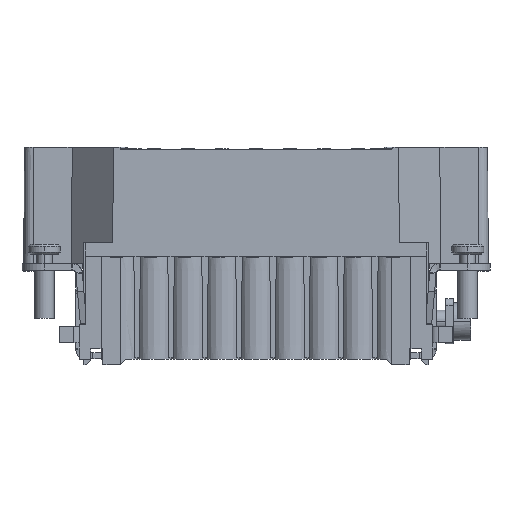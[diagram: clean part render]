
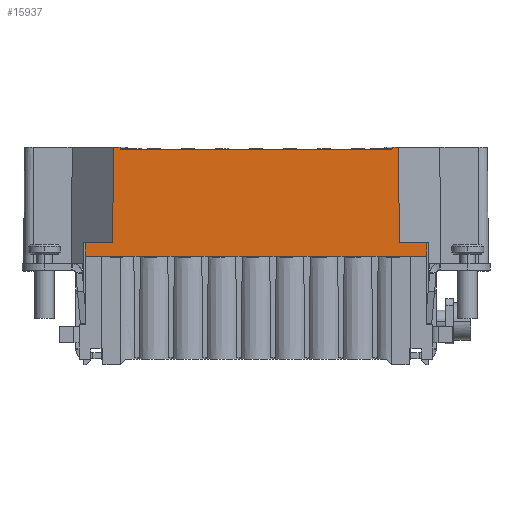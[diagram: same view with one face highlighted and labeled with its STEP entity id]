
A CAD part, front view. The second image highlights one B-rep face of the part: STEP entity #15937.
In plain terms, the highlighted planar face has unit normal (0, -1, 0.009).
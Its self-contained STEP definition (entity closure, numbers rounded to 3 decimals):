
#188=B_SPLINE_CURVE_WITH_KNOTS('',3,(#69374,#69375,#69376,#69377),
 .UNSPECIFIED.,.F.,.F.,(4,4),(0.,1.),.UNSPECIFIED.);
#514=PLANE('',#51723);
#3414=LINE('',#68900,#9724);
#3523=LINE('',#69175,#9833);
#3556=LINE('',#69313,#9866);
#3560=LINE('',#69321,#9870);
#3561=LINE('',#69324,#9871);
#3562=LINE('',#69326,#9872);
#3563=LINE('',#69328,#9873);
#3564=LINE('',#69330,#9874);
#3565=LINE('',#69332,#9875);
#3566=LINE('',#69334,#9876);
#3567=LINE('',#69336,#9877);
#3568=LINE('',#69338,#9878);
#3569=LINE('',#69340,#9879);
#3570=LINE('',#69342,#9880);
#3571=LINE('',#69344,#9881);
#3572=LINE('',#69346,#9882);
#3573=LINE('',#69348,#9883);
#3574=LINE('',#69350,#9884);
#3575=LINE('',#69352,#9885);
#3576=LINE('',#69354,#9886);
#3577=LINE('',#69356,#9887);
#3578=LINE('',#69358,#9888);
#3579=LINE('',#69360,#9889);
#3580=LINE('',#69362,#9890);
#3581=LINE('',#69364,#9891);
#3582=LINE('',#69366,#9892);
#3583=LINE('',#69368,#9893);
#3584=LINE('',#69370,#9894);
#3585=LINE('',#69372,#9895);
#3586=LINE('',#69373,#9896);
#9724=VECTOR('',#55544,1.);
#9833=VECTOR('',#55783,1.);
#9866=VECTOR('',#55858,1.);
#9870=VECTOR('',#55866,1.);
#9871=VECTOR('',#55867,1.);
#9872=VECTOR('',#55868,1.);
#9873=VECTOR('',#55869,1.);
#9874=VECTOR('',#55870,1.);
#9875=VECTOR('',#55871,1.);
#9876=VECTOR('',#55872,1.);
#9877=VECTOR('',#55873,1.);
#9878=VECTOR('',#55874,1.);
#9879=VECTOR('',#55875,1.);
#9880=VECTOR('',#55876,1.);
#9881=VECTOR('',#55877,1.);
#9882=VECTOR('',#55878,1.);
#9883=VECTOR('',#55879,1.);
#9884=VECTOR('',#55880,1.);
#9885=VECTOR('',#55881,1.);
#9886=VECTOR('',#55882,1.);
#9887=VECTOR('',#55883,1.);
#9888=VECTOR('',#55884,1.);
#9889=VECTOR('',#55885,1.);
#9890=VECTOR('',#55886,1.);
#9891=VECTOR('',#55887,1.);
#9892=VECTOR('',#55888,1.);
#9893=VECTOR('',#55889,1.);
#9894=VECTOR('',#55890,1.);
#9895=VECTOR('',#55891,1.);
#9896=VECTOR('',#55892,1.);
#15937=ADVANCED_FACE('',(#18586),#514,.T.);
#18586=FACE_OUTER_BOUND('',#21113,.T.);
#21113=EDGE_LOOP('',(#24757,#24758,#24759,#24760,#24761,#24762,#24763,#24764,
#24765,#24766,#24767,#24768,#24769,#24770,#24771,#24772,#24773,#24774,#24775,
#24776,#24777,#24778,#24779,#24780,#24781,#24782,#24783,#24784,#24785,#24786,
#24787));
#24757=ORIENTED_EDGE('',*,*,#43841,.T.);
#24758=ORIENTED_EDGE('',*,*,#43842,.F.);
#24759=ORIENTED_EDGE('',*,*,#43843,.F.);
#24760=ORIENTED_EDGE('',*,*,#43844,.F.);
#24761=ORIENTED_EDGE('',*,*,#43845,.F.);
#24762=ORIENTED_EDGE('',*,*,#43846,.F.);
#24763=ORIENTED_EDGE('',*,*,#43847,.T.);
#24764=ORIENTED_EDGE('',*,*,#43848,.T.);
#24765=ORIENTED_EDGE('',*,*,#43849,.F.);
#24766=ORIENTED_EDGE('',*,*,#43850,.T.);
#24767=ORIENTED_EDGE('',*,*,#43851,.F.);
#24768=ORIENTED_EDGE('',*,*,#43852,.T.);
#24769=ORIENTED_EDGE('',*,*,#43853,.F.);
#24770=ORIENTED_EDGE('',*,*,#43854,.T.);
#24771=ORIENTED_EDGE('',*,*,#43855,.F.);
#24772=ORIENTED_EDGE('',*,*,#43856,.T.);
#24773=ORIENTED_EDGE('',*,*,#43857,.F.);
#24774=ORIENTED_EDGE('',*,*,#43858,.T.);
#24775=ORIENTED_EDGE('',*,*,#43859,.F.);
#24776=ORIENTED_EDGE('',*,*,#43860,.T.);
#24777=ORIENTED_EDGE('',*,*,#43861,.F.);
#24778=ORIENTED_EDGE('',*,*,#43862,.T.);
#24779=ORIENTED_EDGE('',*,*,#43863,.F.);
#24780=ORIENTED_EDGE('',*,*,#43864,.T.);
#24781=ORIENTED_EDGE('',*,*,#43865,.F.);
#24782=ORIENTED_EDGE('',*,*,#43866,.T.);
#24783=ORIENTED_EDGE('',*,*,#43793,.F.);
#24784=ORIENTED_EDGE('',*,*,#43867,.F.);
#24785=ORIENTED_EDGE('',*,*,#43665,.T.);
#24786=ORIENTED_EDGE('',*,*,#43836,.F.);
#24787=ORIENTED_EDGE('',*,*,#43868,.T.);
#38695=VERTEX_POINT('',#68899);
#38696=VERTEX_POINT('',#68901);
#38768=VERTEX_POINT('',#69167);
#38772=VERTEX_POINT('',#69174);
#38804=VERTEX_POINT('',#69312);
#38807=VERTEX_POINT('',#69322);
#38808=VERTEX_POINT('',#69323);
#38809=VERTEX_POINT('',#69325);
#38810=VERTEX_POINT('',#69327);
#38811=VERTEX_POINT('',#69329);
#38812=VERTEX_POINT('',#69331);
#38813=VERTEX_POINT('',#69333);
#38814=VERTEX_POINT('',#69335);
#38815=VERTEX_POINT('',#69337);
#38816=VERTEX_POINT('',#69339);
#38817=VERTEX_POINT('',#69341);
#38818=VERTEX_POINT('',#69343);
#38819=VERTEX_POINT('',#69345);
#38820=VERTEX_POINT('',#69347);
#38821=VERTEX_POINT('',#69349);
#38822=VERTEX_POINT('',#69351);
#38823=VERTEX_POINT('',#69353);
#38824=VERTEX_POINT('',#69355);
#38825=VERTEX_POINT('',#69357);
#38826=VERTEX_POINT('',#69359);
#38827=VERTEX_POINT('',#69361);
#38828=VERTEX_POINT('',#69363);
#38829=VERTEX_POINT('',#69365);
#38830=VERTEX_POINT('',#69367);
#38831=VERTEX_POINT('',#69369);
#38832=VERTEX_POINT('',#69371);
#43665=EDGE_CURVE('',#38696,#38695,#3414,.T.);
#43793=EDGE_CURVE('',#38772,#38768,#3523,.T.);
#43836=EDGE_CURVE('',#38804,#38695,#3556,.T.);
#43841=EDGE_CURVE('',#38807,#38808,#3560,.T.);
#43842=EDGE_CURVE('',#38809,#38808,#3561,.T.);
#43843=EDGE_CURVE('',#38810,#38809,#3562,.T.);
#43844=EDGE_CURVE('',#38811,#38810,#3563,.T.);
#43845=EDGE_CURVE('',#38812,#38811,#3564,.T.);
#43846=EDGE_CURVE('',#38813,#38812,#3565,.T.);
#43847=EDGE_CURVE('',#38813,#38814,#3566,.T.);
#43848=EDGE_CURVE('',#38814,#38815,#3567,.T.);
#43849=EDGE_CURVE('',#38816,#38815,#3568,.T.);
#43850=EDGE_CURVE('',#38816,#38817,#3569,.T.);
#43851=EDGE_CURVE('',#38818,#38817,#3570,.T.);
#43852=EDGE_CURVE('',#38818,#38819,#3571,.T.);
#43853=EDGE_CURVE('',#38820,#38819,#3572,.T.);
#43854=EDGE_CURVE('',#38820,#38821,#3573,.T.);
#43855=EDGE_CURVE('',#38822,#38821,#3574,.T.);
#43856=EDGE_CURVE('',#38822,#38823,#3575,.T.);
#43857=EDGE_CURVE('',#38824,#38823,#3576,.T.);
#43858=EDGE_CURVE('',#38824,#38825,#3577,.T.);
#43859=EDGE_CURVE('',#38826,#38825,#3578,.T.);
#43860=EDGE_CURVE('',#38826,#38827,#3579,.T.);
#43861=EDGE_CURVE('',#38828,#38827,#3580,.T.);
#43862=EDGE_CURVE('',#38828,#38829,#3581,.T.);
#43863=EDGE_CURVE('',#38830,#38829,#3582,.T.);
#43864=EDGE_CURVE('',#38830,#38831,#3583,.T.);
#43865=EDGE_CURVE('',#38832,#38831,#3584,.T.);
#43866=EDGE_CURVE('',#38832,#38768,#3585,.T.);
#43867=EDGE_CURVE('',#38696,#38772,#3586,.T.);
#43868=EDGE_CURVE('',#38804,#38807,#188,.T.);
#51723=AXIS2_PLACEMENT_3D('',#69378,#55893,#55894);
#55544=DIRECTION('',(-0.004,0.009,1.));
#55783=DIRECTION('',(0.,-0.009,-1.));
#55858=DIRECTION('',(1.,0.,0.));
#55866=DIRECTION('',(0.,-0.009,-1.));
#55867=DIRECTION('',(1.,0.,0.));
#55868=DIRECTION('',(0.,-0.009,-1.));
#55869=DIRECTION('',(1.,0.,0.));
#55870=DIRECTION('',(0.004,0.009,1.));
#55871=DIRECTION('',(1.,0.,0.));
#55872=DIRECTION('',(0.,-0.009,-1.));
#55873=DIRECTION('',(1.,0.,0.));
#55874=DIRECTION('',(-1.,0.,0.));
#55875=DIRECTION('',(1.,0.,0.));
#55876=DIRECTION('',(-1.,0.,0.));
#55877=DIRECTION('',(1.,0.,0.));
#55878=DIRECTION('',(-1.,0.,0.));
#55879=DIRECTION('',(1.,0.,0.));
#55880=DIRECTION('',(-1.,0.,0.));
#55881=DIRECTION('',(1.,0.,0.));
#55882=DIRECTION('',(-1.,0.,0.));
#55883=DIRECTION('',(1.,0.,0.));
#55884=DIRECTION('',(-1.,0.,0.));
#55885=DIRECTION('',(1.,0.,0.));
#55886=DIRECTION('',(-1.,0.,0.));
#55887=DIRECTION('',(1.,0.,0.));
#55888=DIRECTION('',(-1.,0.,0.));
#55889=DIRECTION('',(1.,0.,0.));
#55890=DIRECTION('',(-1.,0.,0.));
#55891=DIRECTION('',(1.,0.,0.));
#55892=DIRECTION('',(1.,0.,0.));
#55893=DIRECTION('',(0.,-1.,0.009));
#55894=DIRECTION('',(1.,0.,0.));
#68899=CARTESIAN_POINT('',(22.274,-11.251,0.));
#68900=CARTESIAN_POINT('',(22.328,-11.381,-14.9));
#68901=CARTESIAN_POINT('',(22.328,-11.381,-14.9));
#69167=CARTESIAN_POINT('',(26.6,-11.4,-17.05));
#69174=CARTESIAN_POINT('',(26.6,-11.381,-14.9));
#69175=CARTESIAN_POINT('',(26.6,-11.381,-14.9));
#69312=CARTESIAN_POINT('',(21.5,-11.251,0.));
#69313=CARTESIAN_POINT('',(21.5,-11.251,0.));
#69321=CARTESIAN_POINT('',(21.2,-11.254,-0.3));
#69322=CARTESIAN_POINT('',(21.2,-11.254,-0.3));
#69323=CARTESIAN_POINT('',(21.2,-11.255,-0.4));
#69324=CARTESIAN_POINT('',(-21.2,-11.255,-0.4));
#69325=CARTESIAN_POINT('',(-21.2,-11.255,-0.4));
#69326=CARTESIAN_POINT('',(-21.2,-11.251,0.));
#69327=CARTESIAN_POINT('',(-21.2,-11.251,0.));
#69328=CARTESIAN_POINT('',(-22.274,-11.251,0.));
#69329=CARTESIAN_POINT('',(-22.274,-11.251,0.));
#69330=CARTESIAN_POINT('',(-22.328,-11.381,-14.9));
#69331=CARTESIAN_POINT('',(-22.328,-11.381,-14.9));
#69332=CARTESIAN_POINT('',(-26.6,-11.381,-14.9));
#69333=CARTESIAN_POINT('',(-26.6,-11.381,-14.9));
#69334=CARTESIAN_POINT('',(-26.6,-11.381,-14.9));
#69335=CARTESIAN_POINT('',(-26.6,-11.4,-17.05));
#69336=CARTESIAN_POINT('',(-26.6,-11.4,-17.05));
#69337=CARTESIAN_POINT('',(-24.05,-11.4,-17.05));
#69338=CARTESIAN_POINT('',(-19.05,-11.4,-17.05));
#69339=CARTESIAN_POINT('',(-19.05,-11.4,-17.05));
#69340=CARTESIAN_POINT('',(-19.05,-11.4,-17.05));
#69341=CARTESIAN_POINT('',(-18.05,-11.4,-17.05));
#69342=CARTESIAN_POINT('',(-13.75,-11.4,-17.05));
#69343=CARTESIAN_POINT('',(-13.75,-11.4,-17.05));
#69344=CARTESIAN_POINT('',(-13.75,-11.4,-17.05));
#69345=CARTESIAN_POINT('',(-12.75,-11.4,-17.05));
#69346=CARTESIAN_POINT('',(-8.45,-11.4,-17.05));
#69347=CARTESIAN_POINT('',(-8.45,-11.4,-17.05));
#69348=CARTESIAN_POINT('',(-8.45,-11.4,-17.05));
#69349=CARTESIAN_POINT('',(-7.45,-11.4,-17.05));
#69350=CARTESIAN_POINT('',(-3.15,-11.4,-17.05));
#69351=CARTESIAN_POINT('',(-3.15,-11.4,-17.05));
#69352=CARTESIAN_POINT('',(-3.15,-11.4,-17.05));
#69353=CARTESIAN_POINT('',(-2.15,-11.4,-17.05));
#69354=CARTESIAN_POINT('',(2.15,-11.4,-17.05));
#69355=CARTESIAN_POINT('',(2.15,-11.4,-17.05));
#69356=CARTESIAN_POINT('',(2.15,-11.4,-17.05));
#69357=CARTESIAN_POINT('',(3.15,-11.4,-17.05));
#69358=CARTESIAN_POINT('',(7.45,-11.4,-17.05));
#69359=CARTESIAN_POINT('',(7.45,-11.4,-17.05));
#69360=CARTESIAN_POINT('',(7.45,-11.4,-17.05));
#69361=CARTESIAN_POINT('',(8.45,-11.4,-17.05));
#69362=CARTESIAN_POINT('',(12.75,-11.4,-17.05));
#69363=CARTESIAN_POINT('',(12.75,-11.4,-17.05));
#69364=CARTESIAN_POINT('',(12.75,-11.4,-17.05));
#69365=CARTESIAN_POINT('',(13.75,-11.4,-17.05));
#69366=CARTESIAN_POINT('',(18.05,-11.4,-17.05));
#69367=CARTESIAN_POINT('',(18.05,-11.4,-17.05));
#69368=CARTESIAN_POINT('',(18.05,-11.4,-17.05));
#69369=CARTESIAN_POINT('',(19.05,-11.4,-17.05));
#69370=CARTESIAN_POINT('',(24.05,-11.4,-17.05));
#69371=CARTESIAN_POINT('',(24.05,-11.4,-17.05));
#69372=CARTESIAN_POINT('',(24.05,-11.4,-17.05));
#69373=CARTESIAN_POINT('',(22.328,-11.381,-14.9));
#69374=CARTESIAN_POINT('',(21.5,-11.251,0.));
#69375=CARTESIAN_POINT('',(21.34,-11.251,0.));
#69376=CARTESIAN_POINT('',(21.2,-11.252,-0.135));
#69377=CARTESIAN_POINT('',(21.2,-11.254,-0.3));
#69378=CARTESIAN_POINT('',(-27.6,-11.4,-17.05));
